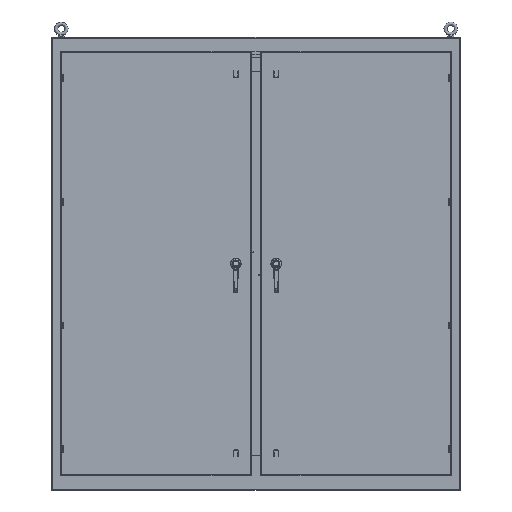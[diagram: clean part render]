
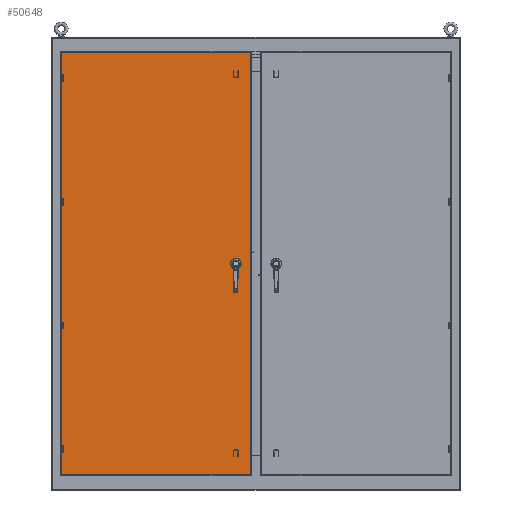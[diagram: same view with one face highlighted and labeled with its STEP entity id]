
A CAD part, top view. The second image highlights one B-rep face of the part: STEP entity #50648.
In plain terms, the highlighted planar face has unit normal (0, 0, 1).
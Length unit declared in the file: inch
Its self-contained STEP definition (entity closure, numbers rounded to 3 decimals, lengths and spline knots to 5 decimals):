
#7889 = CARTESIAN_POINT ( 'NONE',  ( -1.0375, 40.15, 13.058 ) ) ;
#10387 = ORIENTED_EDGE ( 'NONE', *, *, #153373, .F. ) ;
#16672 = CIRCLE ( 'NONE', #62534, 0.43307 ) ;
#18036 = EDGE_CURVE ( 'NONE', #58806, #318732, #34905, .T. ) ;
#25182 = CARTESIAN_POINT ( 'NONE',  ( -3.84616, 0., 13.058 ) ) ;
#33341 = VECTOR ( 'NONE', #191339, 39.37008 ) ;
#34905 = LINE ( 'NONE', #334988, #33341 ) ;
#42375 = VECTOR ( 'NONE', #215180, 39.37008 ) ;
#50648 = ADVANCED_FACE ( 'NONE', ( #325853, #216226 ), #101325, .F. ) ;
#54134 = CARTESIAN_POINT ( 'NONE',  ( -1.0375, 0., 13.058 ) ) ;
#56044 = VERTEX_POINT ( 'NONE', #325083 ) ;
#58806 = VERTEX_POINT ( 'NONE', #88234 ) ;
#62534 = AXIS2_PLACEMENT_3D ( 'NONE', #25182, #352204, #217411 ) ;
#74684 = CARTESIAN_POINT ( 'NONE',  ( -37.0249, 0., 13.058 ) ) ;
#75133 = LINE ( 'NONE', #107370, #42375 ) ;
#76900 = EDGE_LOOP ( 'NONE', ( #194005, #87370, #353861, #10387 ) ) ;
#87370 = ORIENTED_EDGE ( 'NONE', *, *, #119330, .F. ) ;
#88234 = CARTESIAN_POINT ( 'NONE',  ( -1.0375, -40.15, 13.058 ) ) ;
#101325 = PLANE ( 'NONE',  #325669 ) ;
#106936 = LINE ( 'NONE', #74684, #183484 ) ;
#107370 = CARTESIAN_POINT ( 'NONE',  ( -19.0312, 40.15, 13.058 ) ) ;
#108414 = CARTESIAN_POINT ( 'NONE',  ( -19.0312, 0., 13.058 ) ) ;
#119093 = VERTEX_POINT ( 'NONE', #189766 ) ;
#119330 = EDGE_CURVE ( 'NONE', #354280, #58806, #300324, .T. ) ;
#153373 = EDGE_CURVE ( 'NONE', #318732, #56044, #106936, .T. ) ;
#162307 = DIRECTION ( 'NONE',  ( -1., 0., 0. ) ) ;
#163494 = EDGE_CURVE ( 'NONE', #56044, #354280, #75133, .T. ) ;
#181981 = CARTESIAN_POINT ( 'NONE',  ( -37.0249, -40.15, 13.058 ) ) ;
#183484 = VECTOR ( 'NONE', #320870, 39.37008 ) ;
#189766 = CARTESIAN_POINT ( 'NONE',  ( -3.41309, 0., 13.058 ) ) ;
#191339 = DIRECTION ( 'NONE',  ( -1., 0., 0. ) ) ;
#194005 = ORIENTED_EDGE ( 'NONE', *, *, #18036, .F. ) ;
#194236 = DIRECTION ( 'NONE',  ( 0., -1., 0. ) ) ;
#215180 = DIRECTION ( 'NONE',  ( 1., 0., 0. ) ) ;
#216226 = FACE_BOUND ( 'NONE', #281641, .T. ) ;
#217411 = DIRECTION ( 'NONE',  ( 1., 0., 0. ) ) ;
#233152 = ORIENTED_EDGE ( 'NONE', *, *, #326861, .F. ) ;
#278953 = VECTOR ( 'NONE', #194236, 39.37008 ) ;
#281641 = EDGE_LOOP ( 'NONE', ( #233152 ) ) ;
#300324 = LINE ( 'NONE', #54134, #278953 ) ;
#318732 = VERTEX_POINT ( 'NONE', #181981 ) ;
#320870 = DIRECTION ( 'NONE',  ( 0., 1., 0. ) ) ;
#325083 = CARTESIAN_POINT ( 'NONE',  ( -37.0249, 40.15, 13.058 ) ) ;
#325669 = AXIS2_PLACEMENT_3D ( 'NONE', #108414, #347477, #162307 ) ;
#325853 = FACE_OUTER_BOUND ( 'NONE', #76900, .T. ) ;
#326861 = EDGE_CURVE ( 'NONE', #119093, #119093, #16672, .T. ) ;
#334988 = CARTESIAN_POINT ( 'NONE',  ( -19.0312, -40.15, 13.058 ) ) ;
#347477 = DIRECTION ( 'NONE',  ( 0., 0., -1. ) ) ;
#352204 = DIRECTION ( 'NONE',  ( 0., 0., 1. ) ) ;
#353861 = ORIENTED_EDGE ( 'NONE', *, *, #163494, .F. ) ;
#354280 = VERTEX_POINT ( 'NONE', #7889 ) ;
